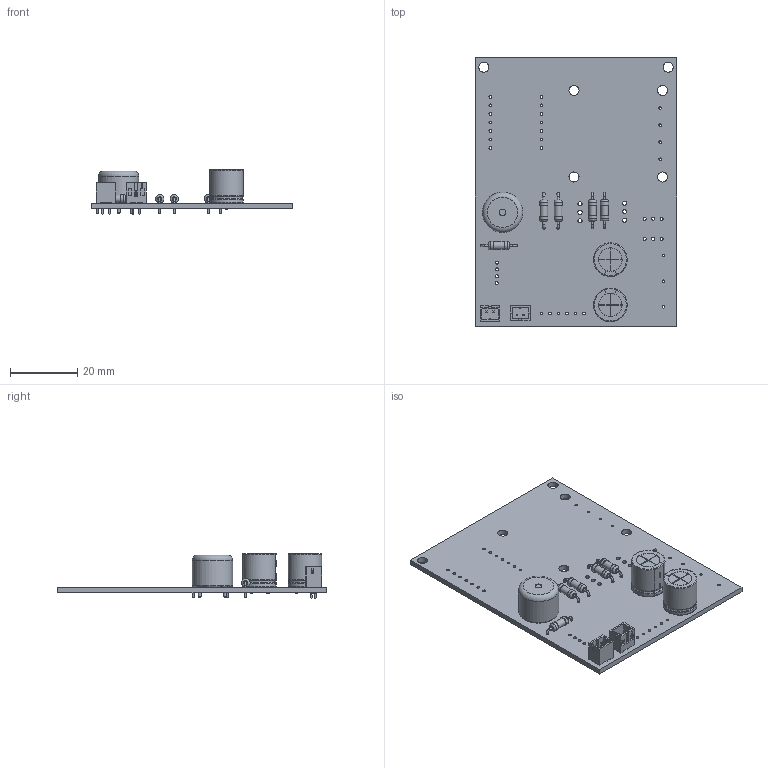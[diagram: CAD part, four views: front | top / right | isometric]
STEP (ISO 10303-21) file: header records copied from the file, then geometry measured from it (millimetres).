
FILE_DESCRIPTION(('KiCad electronic assembly'),'2;1');
FILE_NAME('LED-board-PWM.step','2024-07-14T14:28:30',('Pcbnew'),('Kicad' ),'Open CASCADE STEP processor 7.7','KiCad to STEP converter', 'Unknown');
FILE_SCHEMA(('AUTOMOTIVE_DESIGN { 1 0 10303 214 1 1 1 1 }'));
Length unit declared in the file: millimetre
Products named in the file (10): LED-board-PWM 1; JST_PH_B2B-PH-K_1x02_P2.00mm_Vertical; JST_B2B_PH_K; R_Axial_DIN0207_L6.3mm_D2.5mm_P10.16mm_Horizontal; R_Axial_DIN0207_L63mm_D25mm_P1016mm_Horizontal; Buzzer_12x9.5RM7.6; Buzzer_12x95RM76; CP_Radial_D10.0mm_P5.00mm; CP_Radial_D100mm_P500mm; LED-board-PWM_PCB
Assembly tree (15 placements, depth 3):
  LED-board-PWM 1
    JST_PH_B2B-PH-K_1x02_P2.00mm_Vertical  x2
      JST_B2B_PH_K
    R_Axial_DIN0207_L6.3mm_D2.5mm_P10.16mm_Horizontal  x5
      R_Axial_DIN0207_L63mm_D25mm_P1016mm_Horizontal
    Buzzer_12x9.5RM7.6
      Buzzer_12x95RM76
    CP_Radial_D10.0mm_P5.00mm  x2
      CP_Radial_D100mm_P500mm
    LED-board-PWM_PCB
Bounding box: 60 x 80 x 13.4 mm (x, y, z)
Volume: 10465.4 mm3; surface area: 12879.8 mm2
Topology: 11 solids, 13 shells, 455 faces, 1124 edges, 730 vertices
Faces by surface type: plane 269, cylinder 140, torus 28, bspline 10, revolution 8
Full cylindrical faces by diameter (mm): 0.6 x20, 0.7 x4, 0.75 x4, 0.762 x13, 0.8 x10, 0.85 x14, 0.889 x4, 0.9 x8, 1 x6, 1.23 x6, 2 x1, 2.25 x5, 2.5 x10, 3 x6, 12 x1
Entity records: 9921 total; most frequent: CARTESIAN_POINT 2019, DIRECTION 1356, ORIENTED_EDGE 1282, EDGE_CURVE 641, AXIS2_PLACEMENT_3D 479, VERTEX_POINT 420, FACE_BOUND 401, EDGE_LOOP 401
